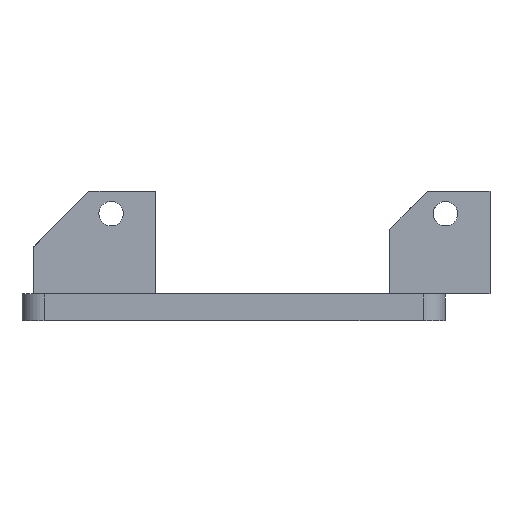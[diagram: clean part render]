
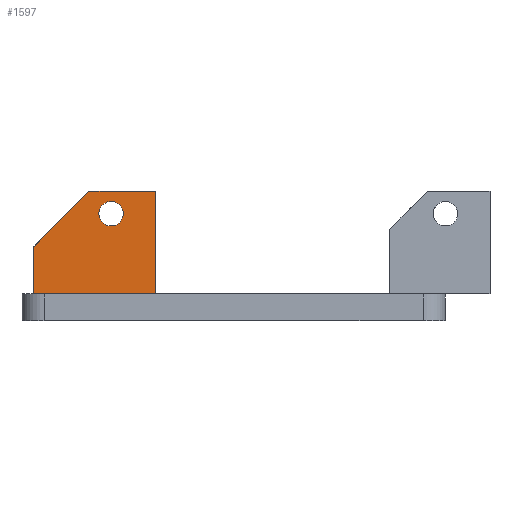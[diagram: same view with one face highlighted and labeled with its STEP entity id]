
A CAD part, front view. The second image highlights one B-rep face of the part: STEP entity #1597.
In plain terms, the highlighted planar face has unit normal (0, -1, 0).
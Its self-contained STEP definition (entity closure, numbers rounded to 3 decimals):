
#160 = CARTESIAN_POINT ( 'NONE',  ( -40., -114.394, 54. ) ) ;
#211 = VERTEX_POINT ( 'NONE', #350 ) ;
#255 = ORIENTED_EDGE ( 'NONE', *, *, #1572, .T. ) ;
#256 = ORIENTED_EDGE ( 'NONE', *, *, #3618, .T. ) ;
#350 = CARTESIAN_POINT ( 'NONE',  ( -35., -114.394, 51.75 ) ) ;
#353 = CARTESIAN_POINT ( 'NONE',  ( -35., -114.394, 49. ) ) ;
#400 = ORIENTED_EDGE ( 'NONE', *, *, #1152, .F. ) ;
#585 = PLANE ( 'NONE',  #2228 ) ;
#646 = VECTOR ( 'NONE', #3171, 1000. ) ;
#686 = CIRCLE ( 'NONE', #2268, 2.75 ) ;
#701 = VERTEX_POINT ( 'NONE', #2732 ) ;
#768 = LINE ( 'NONE', #3656, #1384 ) ;
#812 = DIRECTION ( 'NONE',  ( 1., 0., 0. ) ) ;
#871 = FACE_OUTER_BOUND ( 'NONE', #2830, .T. ) ;
#1104 = AXIS2_PLACEMENT_3D ( 'NONE', #3681, #3393, #2729 ) ;
#1152 = EDGE_CURVE ( 'NONE', #2336, #701, #1699, .T. ) ;
#1220 = DIRECTION ( 'NONE',  ( 0., 0., 1. ) ) ;
#1342 = DIRECTION ( 'NONE',  ( -0.707, 0., -0.707 ) ) ;
#1357 = DIRECTION ( 'NONE',  ( -1., 0., 0. ) ) ;
#1384 = VECTOR ( 'NONE', #1357, 1000. ) ;
#1446 = EDGE_CURVE ( 'NONE', #3002, #701, #2439, .T. ) ;
#1572 = EDGE_CURVE ( 'NONE', #4198, #3002, #3607, .T. ) ;
#1597 = ADVANCED_FACE ( 'NONE', ( #2914, #871 ), #585, .F. ) ;
#1672 = CARTESIAN_POINT ( 'NONE',  ( -35., -114.394, 46.25 ) ) ;
#1675 = ORIENTED_EDGE ( 'NONE', *, *, #1446, .T. ) ;
#1683 = ORIENTED_EDGE ( 'NONE', *, *, #3216, .F. ) ;
#1699 = LINE ( 'NONE', #3739, #3034 ) ;
#1787 = VECTOR ( 'NONE', #1342, 1000. ) ;
#1847 = ORIENTED_EDGE ( 'NONE', *, *, #2993, .T. ) ;
#2228 = AXIS2_PLACEMENT_3D ( 'NONE', #2868, #4180, #1220 ) ;
#2268 = AXIS2_PLACEMENT_3D ( 'NONE', #353, #2385, #3004 ) ;
#2303 = CARTESIAN_POINT ( 'NONE',  ( -52.5, -114.394, 41.5 ) ) ;
#2336 = VERTEX_POINT ( 'NONE', #3198 ) ;
#2385 = DIRECTION ( 'NONE',  ( 0., -1., 0. ) ) ;
#2416 = CIRCLE ( 'NONE', #1104, 2.75 ) ;
#2439 = LINE ( 'NONE', #3757, #3137 ) ;
#2520 = CARTESIAN_POINT ( 'NONE',  ( -52.5, -114.394, 39. ) ) ;
#2729 = DIRECTION ( 'NONE',  ( 0., 0., 1. ) ) ;
#2732 = CARTESIAN_POINT ( 'NONE',  ( -25., -114.394, 31. ) ) ;
#2773 = VERTEX_POINT ( 'NONE', #1672 ) ;
#2830 = EDGE_LOOP ( 'NONE', ( #1675, #400, #256, #1847, #255 ) ) ;
#2868 = CARTESIAN_POINT ( 'NONE',  ( 0., -114.394, 39. ) ) ;
#2914 = FACE_BOUND ( 'NONE', #3415, .T. ) ;
#2993 = EDGE_CURVE ( 'NONE', #3344, #4198, #3617, .T. ) ;
#3002 = VERTEX_POINT ( 'NONE', #3289 ) ;
#3004 = DIRECTION ( 'NONE',  ( 0., 0., 1. ) ) ;
#3034 = VECTOR ( 'NONE', #4021, 1000. ) ;
#3137 = VECTOR ( 'NONE', #812, 1000. ) ;
#3171 = DIRECTION ( 'NONE',  ( 0., 0., -1. ) ) ;
#3198 = CARTESIAN_POINT ( 'NONE',  ( -25., -114.394, 54. ) ) ;
#3216 = EDGE_CURVE ( 'NONE', #2773, #211, #2416, .T. ) ;
#3289 = CARTESIAN_POINT ( 'NONE',  ( -52.5, -114.394, 31. ) ) ;
#3344 = VERTEX_POINT ( 'NONE', #160 ) ;
#3393 = DIRECTION ( 'NONE',  ( 0., -1., 0. ) ) ;
#3415 = EDGE_LOOP ( 'NONE', ( #3542, #1683 ) ) ;
#3542 = ORIENTED_EDGE ( 'NONE', *, *, #4051, .F. ) ;
#3607 = LINE ( 'NONE', #2520, #646 ) ;
#3617 = LINE ( 'NONE', #4213, #1787 ) ;
#3618 = EDGE_CURVE ( 'NONE', #2336, #3344, #768, .T. ) ;
#3656 = CARTESIAN_POINT ( 'NONE',  ( -25., -114.394, 54. ) ) ;
#3681 = CARTESIAN_POINT ( 'NONE',  ( -35., -114.394, 49. ) ) ;
#3739 = CARTESIAN_POINT ( 'NONE',  ( -25., -114.394, 39. ) ) ;
#3757 = CARTESIAN_POINT ( 'NONE',  ( 0., -114.394, 31. ) ) ;
#4021 = DIRECTION ( 'NONE',  ( 0., 0., -1. ) ) ;
#4051 = EDGE_CURVE ( 'NONE', #211, #2773, #686, .T. ) ;
#4180 = DIRECTION ( 'NONE',  ( 0., 1., 0. ) ) ;
#4198 = VERTEX_POINT ( 'NONE', #2303 ) ;
#4213 = CARTESIAN_POINT ( 'NONE',  ( -40., -114.394, 54. ) ) ;
